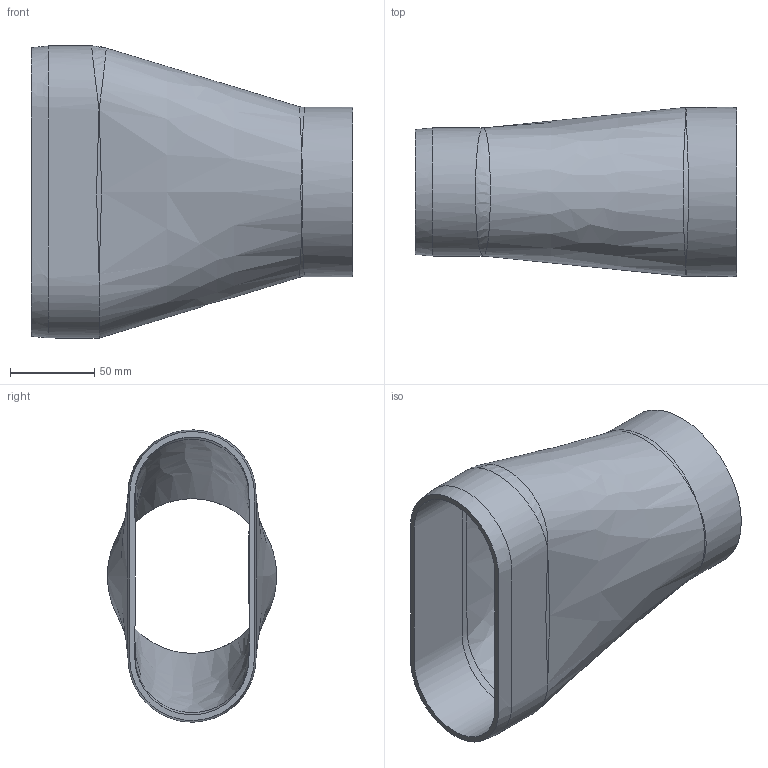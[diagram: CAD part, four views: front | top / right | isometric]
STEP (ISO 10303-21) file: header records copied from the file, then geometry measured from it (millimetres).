
FILE_DESCRIPTION(/* description */ ('','CAx-IF Rec.Pracs.---Representation and Presentation of Product Manufacturing Information (PMI)---4.0---2014-10-13'),/* implementation_level */ '2;1');
FILE_NAME(/* name */ 'MK2_EU_8inch_Cyclone-to-100mm_REV2.stp',/* time_stamp */ '2025-08-16T10:04:02+02:00',/* author */ ('Capturing Dust'),/* organization */ ('Makerr.Studio'),/* preprocessor_version */ 'ST-DEVELOPER v18.1',/* originating_system */ 'Autodesk Inventor 2021',/* authorisation */ '');
FILE_SCHEMA (('AP242_MANAGED_MODEL_BASED_3D_ENGINEERING_MIM_LF { 1 0 10303 442 1 1 4 }'));
Length unit declared in the file: millimetre
Products named in the file (1): MK2_EU_8inch_Cyclone-to-100mm_REV2
Bounding box: 190 x 100.1 x 172.92 mm (x, y, z)
Volume: 255720.3 mm3; surface area: 140266 mm2
Topology: 1 solids, 1 shells, 18 faces, 67 edges, 41 vertices
Faces by surface type: bspline 15, plane 2, cylinder 1
Full cylindrical faces by diameter (mm): 100.1 x1
Entity records: 3349 total; most frequent: CARTESIAN_POINT 2909, ORIENTED_EDGE 114, EDGE_CURVE 57, B_SPLINE_CURVE_WITH_KNOTS 50, VERTEX_POINT 41, DIRECTION 24, EDGE_LOOP 20, FACE_OUTER_BOUND 18
